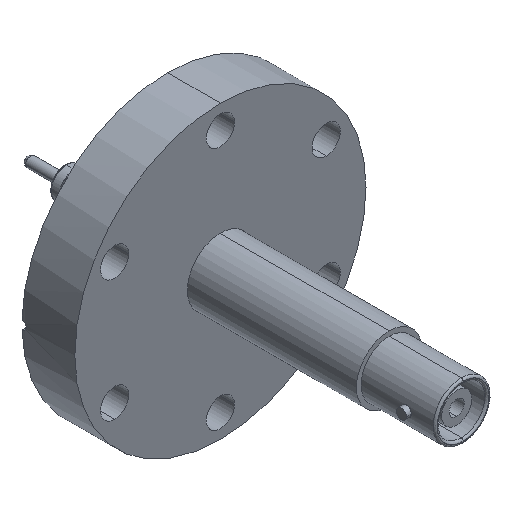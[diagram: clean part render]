
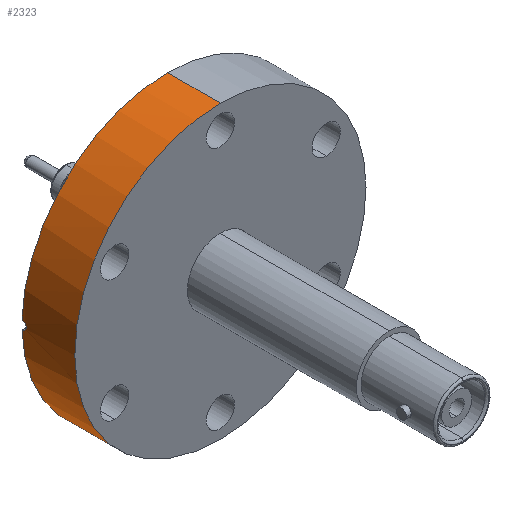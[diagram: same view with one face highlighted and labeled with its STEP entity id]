
A CAD part, isometric view. The second image highlights one B-rep face of the part: STEP entity #2323.
In plain terms, the highlighted cylindrical face has radius 35 mm (diameter 70 mm), a partial arc.
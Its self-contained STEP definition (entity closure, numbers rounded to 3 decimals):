
#13 = VERTEX_POINT ( 'NONE', #3692 ) ;
#54 = CARTESIAN_POINT ( 'NONE',  ( 0., 0., 0. ) ) ;
#64 = CYLINDRICAL_SURFACE ( 'NONE', #981, 35. ) ;
#179 = DIRECTION ( 'NONE',  ( 0., 0., 1. ) ) ;
#228 = CARTESIAN_POINT ( 'NONE',  ( -34.995, -0.799, 0.615 ) ) ;
#245 = CARTESIAN_POINT ( 'NONE',  ( -35., -1., -0.13 ) ) ;
#276 = CARTESIAN_POINT ( 'NONE',  ( -34.986, 0., -1. ) ) ;
#291 = AXIS2_PLACEMENT_3D ( 'NONE', #54, #3231, #3614 ) ;
#395 = CARTESIAN_POINT ( 'NONE',  ( 0., 0., 35. ) ) ;
#400 = ORIENTED_EDGE ( 'NONE', *, *, #4209, .F. ) ;
#564 = CARTESIAN_POINT ( 'NONE',  ( -35., -1., 0.131 ) ) ;
#599 = CARTESIAN_POINT ( 'NONE',  ( -34.986, -0.262, 0.974 ) ) ;
#707 = DIRECTION ( 'NONE',  ( 0., 1., 0. ) ) ;
#883 = VERTEX_POINT ( 'NONE', #395 ) ;
#934 = CARTESIAN_POINT ( 'NONE',  ( -34.995, -0.801, -0.613 ) ) ;
#981 = AXIS2_PLACEMENT_3D ( 'NONE', #1087, #3143, #1044 ) ;
#1022 = FACE_OUTER_BOUND ( 'NONE', #3438, .T. ) ;
#1028 = VECTOR ( 'NONE', #1990, 1000. ) ;
#1044 = DIRECTION ( 'NONE',  ( 0., 0., 1. ) ) ;
#1087 = CARTESIAN_POINT ( 'NONE',  ( 0., -12.7, 0. ) ) ;
#1204 = EDGE_CURVE ( 'NONE', #2832, #1818, #2120, .T. ) ;
#1245 = ORIENTED_EDGE ( 'NONE', *, *, #2753, .T. ) ;
#1292 = CARTESIAN_POINT ( 'NONE',  ( -34.997, -0.874, 0.503 ) ) ;
#1362 = EDGE_CURVE ( 'NONE', #13, #3907, #3350, .T. ) ;
#1508 = CARTESIAN_POINT ( 'NONE',  ( 0., -12.7, 0. ) ) ;
#1518 = AXIS2_PLACEMENT_3D ( 'NONE', #1508, #2614, #179 ) ;
#1563 = ORIENTED_EDGE ( 'NONE', *, *, #2146, .F. ) ;
#1640 = CARTESIAN_POINT ( 'NONE',  ( -34.999, -0.974, 0.263 ) ) ;
#1818 = VERTEX_POINT ( 'NONE', #3482 ) ;
#1905 = VERTEX_POINT ( 'NONE', #2026 ) ;
#1967 = CARTESIAN_POINT ( 'NONE',  ( -34.986, -0.132, 1. ) ) ;
#1990 = DIRECTION ( 'NONE',  ( 0., 1., 0. ) ) ;
#2026 = CARTESIAN_POINT ( 'NONE',  ( 0., -12.7, 35. ) ) ;
#2120 = LINE ( 'NONE', #2972, #1028 ) ;
#2146 = EDGE_CURVE ( 'NONE', #13, #883, #4125, .T. ) ;
#2227 = ORIENTED_EDGE ( 'NONE', *, *, #1204, .F. ) ;
#2307 = CARTESIAN_POINT ( 'NONE',  ( -34.986, 0., 1. ) ) ;
#2323 = ADVANCED_FACE ( 'NONE', ( #1022 ), #64, .T. ) ;
#2353 = CIRCLE ( 'NONE', #1518, 35. ) ;
#2614 = DIRECTION ( 'NONE',  ( 0., 1., 0. ) ) ;
#2673 = CARTESIAN_POINT ( 'NONE',  ( -34.999, -0.974, -0.261 ) ) ;
#2742 = CARTESIAN_POINT ( 'NONE',  ( 0., -12.7, 35. ) ) ;
#2753 = EDGE_CURVE ( 'NONE', #1905, #883, #3657, .T. ) ;
#2832 = VERTEX_POINT ( 'NONE', #4050 ) ;
#2972 = CARTESIAN_POINT ( 'NONE',  ( 0., -12.7, -35. ) ) ;
#3024 = CARTESIAN_POINT ( 'NONE',  ( -34.997, -0.874, -0.503 ) ) ;
#3140 = CARTESIAN_POINT ( 'NONE',  ( -34.986, 0., -1. ) ) ;
#3143 = DIRECTION ( 'NONE',  ( 0., 1., 0. ) ) ;
#3231 = DIRECTION ( 'NONE',  ( 0., 1., 0. ) ) ;
#3256 = ORIENTED_EDGE ( 'NONE', *, *, #1362, .T. ) ;
#3334 = CARTESIAN_POINT ( 'NONE',  ( -34.986, -0.264, -1. ) ) ;
#3350 = B_SPLINE_CURVE_WITH_KNOTS ( 'NONE', 3,
 ( #2307, #1967, #599, #3392, #3378, #228, #1292, #1640, #564, #245, #2673, #3024, #934, #4434, #3334, #276 ),
 .UNSPECIFIED., .F., .F.,
 ( 4, 2, 2, 2, 2, 2, 2, 4 ),
 ( 0., 0., 0.001, 0.001, 0.002, 0.002, 0.002, 0.003 ),
 .UNSPECIFIED. ) ;
#3377 = VECTOR ( 'NONE', #707, 1000. ) ;
#3378 = CARTESIAN_POINT ( 'NONE',  ( -34.991, -0.615, 0.799 ) ) ;
#3392 = CARTESIAN_POINT ( 'NONE',  ( -34.989, -0.504, 0.874 ) ) ;
#3438 = EDGE_LOOP ( 'NONE', ( #2227, #3938, #1245, #1563, #3256, #400 ) ) ;
#3440 = DIRECTION ( 'NONE',  ( 0., 1., 0. ) ) ;
#3482 = CARTESIAN_POINT ( 'NONE',  ( 0., 0., -35. ) ) ;
#3614 = DIRECTION ( 'NONE',  ( 0., 0., 1. ) ) ;
#3657 = LINE ( 'NONE', #2742, #3377 ) ;
#3692 = CARTESIAN_POINT ( 'NONE',  ( -34.986, 0., 1. ) ) ;
#3860 = CIRCLE ( 'NONE', #4142, 35. ) ;
#3907 = VERTEX_POINT ( 'NONE', #3140 ) ;
#3938 = ORIENTED_EDGE ( 'NONE', *, *, #4481, .T. ) ;
#4050 = CARTESIAN_POINT ( 'NONE',  ( 0., -12.7, -35. ) ) ;
#4125 = CIRCLE ( 'NONE', #291, 35. ) ;
#4126 = CARTESIAN_POINT ( 'NONE',  ( 0., 0., 0. ) ) ;
#4142 = AXIS2_PLACEMENT_3D ( 'NONE', #4126, #3440, #4190 ) ;
#4190 = DIRECTION ( 'NONE',  ( 0., 0., 1. ) ) ;
#4209 = EDGE_CURVE ( 'NONE', #1818, #3907, #3860, .T. ) ;
#4434 = CARTESIAN_POINT ( 'NONE',  ( -34.989, -0.521, -0.893 ) ) ;
#4481 = EDGE_CURVE ( 'NONE', #2832, #1905, #2353, .T. ) ;
